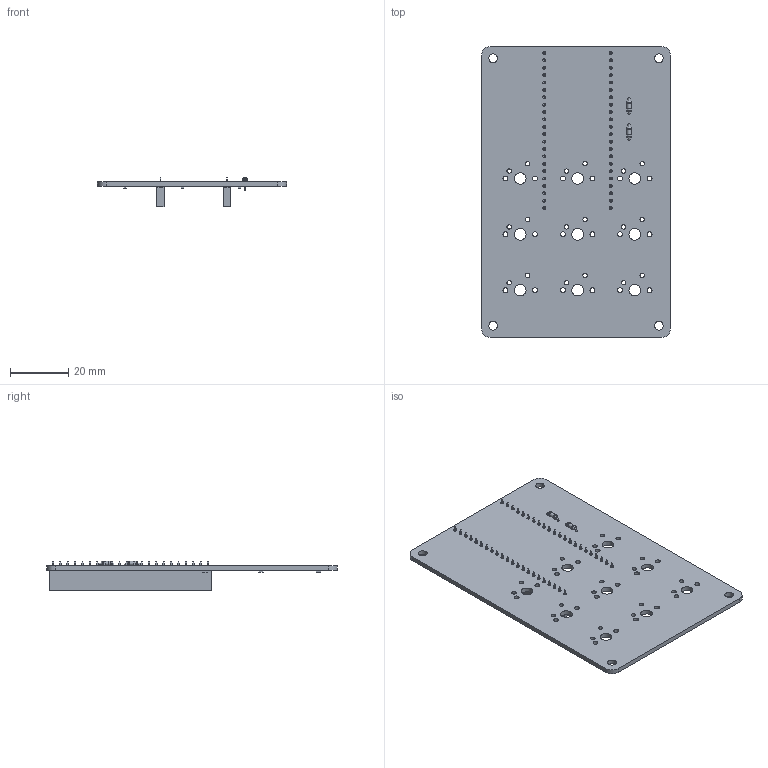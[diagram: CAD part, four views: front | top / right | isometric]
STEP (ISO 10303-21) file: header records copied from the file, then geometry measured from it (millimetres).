
FILE_DESCRIPTION(('KiCad electronic assembly'),'2;1');
FILE_NAME('sesto_remote_v2.step','2024-07-18T17:37:27',('Pcbnew'),( 'Kicad'),'Open CASCADE STEP processor 7.7','KiCad to STEP converter' ,'Unknown');
FILE_SCHEMA(('AUTOMOTIVE_DESIGN { 1 0 10303 214 1 1 1 1 }'));
Length unit declared in the file: millimetre
Products named in the file (8): sesto_remote_v2 1; R_Axial_DIN0204_L3.6mm_D1.6mm_P5.08mm_Horizontal; R_Axial_DIN0204_L36mm_D16mm_P508mm_Horizontal; D_0603_1608Metric; D_0603; PinSocket_1x22_P2.54mm_Vertical; PinSocket_1x22_P254mm_Vertical; sesto_remote_v2_PCB
Assembly tree (17 placements, depth 3):
  sesto_remote_v2 1
    R_Axial_DIN0204_L3.6mm_D1.6mm_P5.08mm_Horizontal  x2
      R_Axial_DIN0204_L36mm_D16mm_P508mm_Horizontal
    D_0603_1608Metric  x9
      D_0603
    PinSocket_1x22_P2.54mm_Vertical  x2
      PinSocket_1x22_P254mm_Vertical
    sesto_remote_v2_PCB
Bounding box: 65 x 100 x 10.3 mm (x, y, z)
Volume: 11878.8 mm3; surface area: 17044.8 mm2
Topology: 14 solids, 14 shells, 1872 faces, 4901 edges, 3206 vertices
Faces by surface type: plane 1627, cylinder 237, torus 8
Full cylindrical faces by diameter (mm): 0.5 x4, 0.7 x4, 1 x44, 1.44 x2, 1.5 x18, 1.6 x4, 1.7 x18, 3 x4, 4 x9
Entity records: 31867 total; most frequent: CARTESIAN_POINT 4861, ORIENTED_EDGE 4460, DIRECTION 4200, EDGE_CURVE 2230, LINE 1982, VECTOR 1982, VERTEX_POINT 1456, FACE_BOUND 1118
